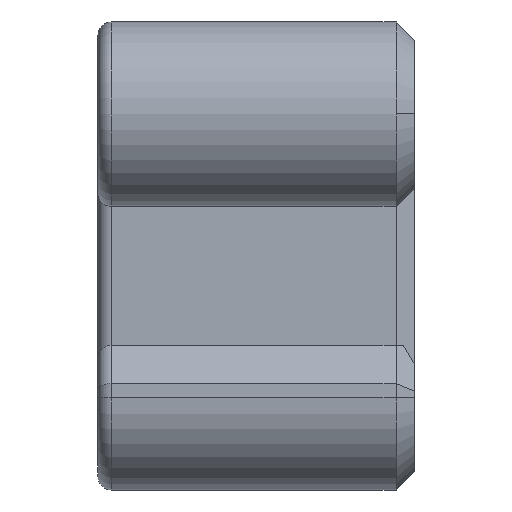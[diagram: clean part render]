
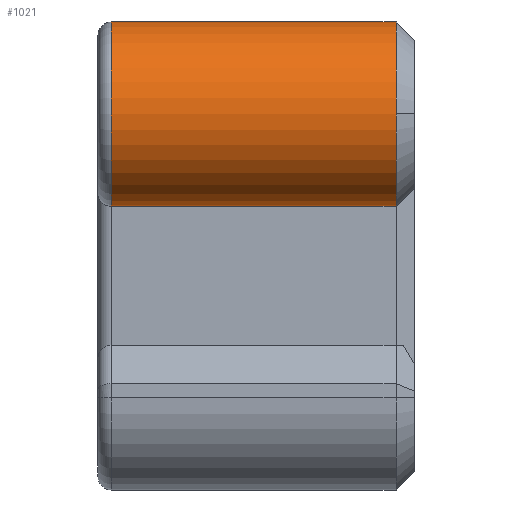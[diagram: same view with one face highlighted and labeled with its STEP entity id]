
A CAD part, top view. The second image highlights one B-rep face of the part: STEP entity #1021.
In plain terms, the highlighted cylindrical face has radius 2.039 mm (diameter 4.078 mm), a partial arc.
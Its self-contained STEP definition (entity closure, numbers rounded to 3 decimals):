
#22 = VERTEX_POINT ( 'NONE', #269 ) ;
#107 = ORIENTED_EDGE ( 'NONE', *, *, #732, .T. ) ;
#111 = CARTESIAN_POINT ( 'NONE',  ( 7.911, -3.678, 21.637 ) ) ;
#119 = CARTESIAN_POINT ( 'NONE',  ( 7.911, 0.4, 21.637 ) ) ;
#180 = ORIENTED_EDGE ( 'NONE', *, *, #265, .T. ) ;
#265 = EDGE_CURVE ( 'NONE', #1857, #22, #2109, .T. ) ;
#269 = CARTESIAN_POINT ( 'NONE',  ( 7.911, -3.678, 0.4 ) ) ;
#292 = CARTESIAN_POINT ( 'NONE',  ( 9.95, -1.639, 0.4 ) ) ;
#336 = EDGE_CURVE ( 'NONE', #1486, #1901, #1461, .T. ) ;
#350 = DIRECTION ( 'NONE',  ( 0., 0., -1. ) ) ;
#358 = CYLINDRICAL_SURFACE ( 'NONE', #1978, 2.039 ) ;
#533 = VECTOR ( 'NONE', #2170, 1000. ) ;
#580 = ORIENTED_EDGE ( 'NONE', *, *, #1106, .T. ) ;
#732 = EDGE_CURVE ( 'NONE', #22, #1486, #1320, .T. ) ;
#818 = DIRECTION ( 'NONE',  ( 0., 0., 1. ) ) ;
#904 = AXIS2_PLACEMENT_3D ( 'NONE', #1196, #818, #2292 ) ;
#924 = DIRECTION ( 'NONE',  ( 0., 0., -1. ) ) ;
#1021 = ADVANCED_FACE ( 'NONE', ( #2012 ), #358, .T. ) ;
#1105 = DIRECTION ( 'NONE',  ( -1., 0., 0. ) ) ;
#1106 = EDGE_CURVE ( 'NONE', #2237, #1857, #2094, .T. ) ;
#1109 = CARTESIAN_POINT ( 'NONE',  ( 7.911, -1.639, 21.637 ) ) ;
#1154 = ORIENTED_EDGE ( 'NONE', *, *, #1936, .F. ) ;
#1196 = CARTESIAN_POINT ( 'NONE',  ( 7.911, -1.639, 0.4 ) ) ;
#1289 = CARTESIAN_POINT ( 'NONE',  ( 7.911, 0.4, 6.7 ) ) ;
#1295 = CARTESIAN_POINT ( 'NONE',  ( 7.911, -3.678, 6.7 ) ) ;
#1320 = CIRCLE ( 'NONE', #1976, 2.039 ) ;
#1413 = DIRECTION ( 'NONE',  ( -1., 0., 0. ) ) ;
#1421 = CARTESIAN_POINT ( 'NONE',  ( 7.911, -1.639, 0.4 ) ) ;
#1425 = VECTOR ( 'NONE', #2305, 1000. ) ;
#1461 = CIRCLE ( 'NONE', #904, 2.039 ) ;
#1486 = VERTEX_POINT ( 'NONE', #292 ) ;
#1577 = DIRECTION ( 'NONE',  ( -1., 0., 0. ) ) ;
#1774 = EDGE_LOOP ( 'NONE', ( #1154, #580, #180, #107, #1896 ) ) ;
#1779 = LINE ( 'NONE', #119, #533 ) ;
#1811 = DIRECTION ( 'NONE',  ( 0., 0., 1. ) ) ;
#1857 = VERTEX_POINT ( 'NONE', #1295 ) ;
#1896 = ORIENTED_EDGE ( 'NONE', *, *, #336, .T. ) ;
#1901 = VERTEX_POINT ( 'NONE', #2377 ) ;
#1936 = EDGE_CURVE ( 'NONE', #2237, #1901, #1779, .T. ) ;
#1956 = CARTESIAN_POINT ( 'NONE',  ( 7.911, -1.639, 6.7 ) ) ;
#1976 = AXIS2_PLACEMENT_3D ( 'NONE', #1421, #1811, #1413 ) ;
#1978 = AXIS2_PLACEMENT_3D ( 'NONE', #1109, #924, #1105 ) ;
#2012 = FACE_OUTER_BOUND ( 'NONE', #1774, .T. ) ;
#2094 = CIRCLE ( 'NONE', #2428, 2.039 ) ;
#2109 = LINE ( 'NONE', #111, #1425 ) ;
#2170 = DIRECTION ( 'NONE',  ( 0., 0., -1. ) ) ;
#2237 = VERTEX_POINT ( 'NONE', #1289 ) ;
#2292 = DIRECTION ( 'NONE',  ( -1., 0., 0. ) ) ;
#2305 = DIRECTION ( 'NONE',  ( 0., 0., -1. ) ) ;
#2377 = CARTESIAN_POINT ( 'NONE',  ( 7.911, 0.4, 0.4 ) ) ;
#2428 = AXIS2_PLACEMENT_3D ( 'NONE', #1956, #350, #1577 ) ;
